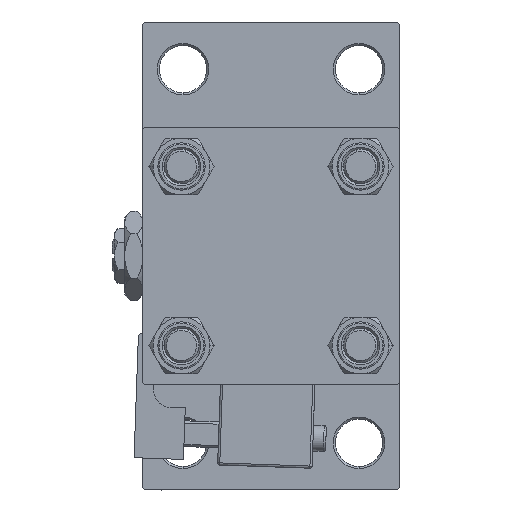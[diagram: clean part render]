
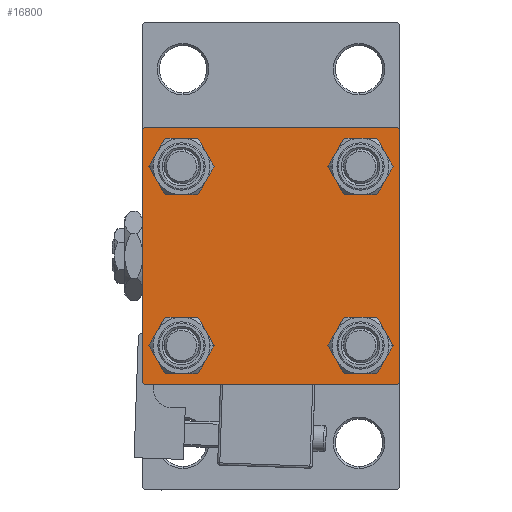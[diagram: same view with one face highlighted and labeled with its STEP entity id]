
A CAD part, left-side view. The second image highlights one B-rep face of the part: STEP entity #16800.
In plain terms, the highlighted planar face has unit normal (-1, 0, 0).
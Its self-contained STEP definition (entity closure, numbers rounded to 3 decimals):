
#55 = CARTESIAN_POINT ( 'NONE',  ( 0., 20.85, 16.35 ) ) ;
#972 = FACE_BOUND ( 'NONE', #9368, .T. ) ;
#1202 = CARTESIAN_POINT ( 'NONE',  ( 0., -30., 30. ) ) ;
#2136 = LINE ( 'NONE', #27828, #9362 ) ;
#2652 = DIRECTION ( 'NONE',  ( 1., 0., 0. ) ) ;
#2657 = VECTOR ( 'NONE', #5941, 1000. ) ;
#3035 = CARTESIAN_POINT ( 'NONE',  ( 0., -29.5, -30. ) ) ;
#3132 = CARTESIAN_POINT ( 'NONE',  ( 0., 30., 30. ) ) ;
#3698 = EDGE_CURVE ( 'NONE', #50811, #36683, #31752, .T. ) ;
#4218 = DIRECTION ( 'NONE',  ( 1., 0., 0. ) ) ;
#4259 = EDGE_CURVE ( 'NONE', #11686, #21924, #15898, .T. ) ;
#4278 = VERTEX_POINT ( 'NONE', #47619 ) ;
#4497 = DIRECTION ( 'NONE',  ( 0., 0., 1. ) ) ;
#4918 = CARTESIAN_POINT ( 'NONE',  ( 0., 30., 30. ) ) ;
#4941 = AXIS2_PLACEMENT_3D ( 'NONE', #31260, #44469, #10259 ) ;
#5260 = DIRECTION ( 'NONE',  ( 0., 0., 1. ) ) ;
#5391 = FACE_BOUND ( 'NONE', #39427, .T. ) ;
#5393 = DIRECTION ( 'NONE',  ( 0., 0., 1. ) ) ;
#5941 = DIRECTION ( 'NONE',  ( 0., -1., 0. ) ) ;
#5962 = VERTEX_POINT ( 'NONE', #11775 ) ;
#6411 = DIRECTION ( 'NONE',  ( 1., 0., 0. ) ) ;
#6716 = VERTEX_POINT ( 'NONE', #22583 ) ;
#7055 = ORIENTED_EDGE ( 'NONE', *, *, #33237, .T. ) ;
#7231 = DIRECTION ( 'NONE',  ( 0., 0., 1. ) ) ;
#8204 = EDGE_CURVE ( 'NONE', #17961, #26084, #30443, .T. ) ;
#9132 = CARTESIAN_POINT ( 'NONE',  ( 0., -20.85, -20.85 ) ) ;
#9362 = VECTOR ( 'NONE', #40221, 1000. ) ;
#9368 = EDGE_LOOP ( 'NONE', ( #36961, #7055 ) ) ;
#9525 = FACE_BOUND ( 'NONE', #27707, .T. ) ;
#9680 = EDGE_CURVE ( 'NONE', #44939, #6716, #34457, .T. ) ;
#9830 = DIRECTION ( 'NONE',  ( 0., 0., 1. ) ) ;
#9865 = EDGE_CURVE ( 'NONE', #19052, #6716, #2136, .T. ) ;
#10080 = CARTESIAN_POINT ( 'NONE',  ( 0., -20.85, 20.85 ) ) ;
#10259 = DIRECTION ( 'NONE',  ( 0., 0., 1. ) ) ;
#10560 = CARTESIAN_POINT ( 'NONE',  ( 0., 0., 0. ) ) ;
#10612 = LINE ( 'NONE', #3132, #22556 ) ;
#10831 = DIRECTION ( 'NONE',  ( 0., 0., 1. ) ) ;
#10917 = CARTESIAN_POINT ( 'NONE',  ( 0., 30., -30. ) ) ;
#11553 = EDGE_CURVE ( 'NONE', #44939, #4278, #45352, .T. ) ;
#11686 = VERTEX_POINT ( 'NONE', #51136 ) ;
#11775 = CARTESIAN_POINT ( 'NONE',  ( 0., -30., -29.5 ) ) ;
#12148 = ORIENTED_EDGE ( 'NONE', *, *, #11553, .T. ) ;
#12690 = CARTESIAN_POINT ( 'NONE',  ( 0., 20.85, -16.35 ) ) ;
#12990 = LINE ( 'NONE', #13268, #38762 ) ;
#13268 = CARTESIAN_POINT ( 'NONE',  ( 0., 29.75, -29.75 ) ) ;
#13727 = CIRCLE ( 'NONE', #20798, 4.5 ) ;
#13778 = VECTOR ( 'NONE', #51567, 1000. ) ;
#13850 = VECTOR ( 'NONE', #15840, 1000. ) ;
#14534 = ORIENTED_EDGE ( 'NONE', *, *, #4259, .T. ) ;
#14979 = AXIS2_PLACEMENT_3D ( 'NONE', #10080, #43186, #5393 ) ;
#15085 = ORIENTED_EDGE ( 'NONE', *, *, #19742, .T. ) ;
#15237 = CARTESIAN_POINT ( 'NONE',  ( 0., -29.75, -29.75 ) ) ;
#15347 = CARTESIAN_POINT ( 'NONE',  ( 0., 20.85, 25.35 ) ) ;
#15840 = DIRECTION ( 'NONE',  ( 0., 0.707, -0.707 ) ) ;
#15898 = CIRCLE ( 'NONE', #14979, 4.5 ) ;
#16632 = VERTEX_POINT ( 'NONE', #16746 ) ;
#16746 = CARTESIAN_POINT ( 'NONE',  ( 0., -20.85, -16.35 ) ) ;
#16800 = ADVANCED_FACE ( 'NONE', ( #9525, #972, #5391, #17285, #31551 ), #27419, .T. ) ;
#16999 = ORIENTED_EDGE ( 'NONE', *, *, #21460, .T. ) ;
#17146 = DIRECTION ( 'NONE',  ( 0., -0.707, -0.707 ) ) ;
#17285 = FACE_BOUND ( 'NONE', #25690, .T. ) ;
#17591 = VERTEX_POINT ( 'NONE', #42117 ) ;
#17859 = CARTESIAN_POINT ( 'NONE',  ( 0., 20.85, -20.85 ) ) ;
#17961 = VERTEX_POINT ( 'NONE', #20296 ) ;
#18315 = ORIENTED_EDGE ( 'NONE', *, *, #9865, .T. ) ;
#19052 = VERTEX_POINT ( 'NONE', #24631 ) ;
#19229 = ORIENTED_EDGE ( 'NONE', *, *, #42927, .T. ) ;
#19742 = EDGE_CURVE ( 'NONE', #20533, #17591, #12990, .T. ) ;
#19992 = DIRECTION ( 'NONE',  ( 0., 0., -1. ) ) ;
#20296 = CARTESIAN_POINT ( 'NONE',  ( 0., 20.85, -25.35 ) ) ;
#20533 = VERTEX_POINT ( 'NONE', #48157 ) ;
#20798 = AXIS2_PLACEMENT_3D ( 'NONE', #21075, #4218, #4497 ) ;
#21075 = CARTESIAN_POINT ( 'NONE',  ( 0., -20.85, 20.85 ) ) ;
#21460 = EDGE_CURVE ( 'NONE', #17591, #29198, #48739, .T. ) ;
#21597 = ORIENTED_EDGE ( 'NONE', *, *, #9680, .F. ) ;
#21688 = CIRCLE ( 'NONE', #4941, 4.5 ) ;
#21924 = VERTEX_POINT ( 'NONE', #35071 ) ;
#22109 = EDGE_CURVE ( 'NONE', #26084, #17961, #45902, .T. ) ;
#22556 = VECTOR ( 'NONE', #19992, 1000. ) ;
#22583 = CARTESIAN_POINT ( 'NONE',  ( 0., -29.5, 30. ) ) ;
#24631 = CARTESIAN_POINT ( 'NONE',  ( 0., -30., 29.5 ) ) ;
#25540 = ORIENTED_EDGE ( 'NONE', *, *, #22109, .T. ) ;
#25690 = EDGE_LOOP ( 'NONE', ( #42948, #19229 ) ) ;
#25805 = DIRECTION ( 'NONE',  ( 0., 0., -1. ) ) ;
#26084 = VERTEX_POINT ( 'NONE', #12690 ) ;
#27419 = PLANE ( 'NONE',  #43919 ) ;
#27707 = EDGE_LOOP ( 'NONE', ( #41540, #14534 ) ) ;
#27828 = CARTESIAN_POINT ( 'NONE',  ( 0., -29.75, 29.75 ) ) ;
#28223 = CARTESIAN_POINT ( 'NONE',  ( 0., 20.85, 20.85 ) ) ;
#29198 = VERTEX_POINT ( 'NONE', #3035 ) ;
#29947 = EDGE_CURVE ( 'NONE', #19052, #5962, #39012, .T. ) ;
#30002 = DIRECTION ( 'NONE',  ( 1., 0., 0. ) ) ;
#30443 = CIRCLE ( 'NONE', #33092, 4.5 ) ;
#31260 = CARTESIAN_POINT ( 'NONE',  ( 0., -20.85, -20.85 ) ) ;
#31551 = FACE_OUTER_BOUND ( 'NONE', #34130, .T. ) ;
#31752 = CIRCLE ( 'NONE', #47557, 4.5 ) ;
#32472 = CARTESIAN_POINT ( 'NONE',  ( 0., 20.85, 20.85 ) ) ;
#32616 = DIRECTION ( 'NONE',  ( 0., -0.707, 0.707 ) ) ;
#33092 = AXIS2_PLACEMENT_3D ( 'NONE', #36198, #6411, #10831 ) ;
#33237 = EDGE_CURVE ( 'NONE', #43118, #16632, #21688, .T. ) ;
#33464 = VECTOR ( 'NONE', #32616, 1000. ) ;
#33796 = EDGE_CURVE ( 'NONE', #4278, #20533, #10612, .T. ) ;
#33859 = EDGE_CURVE ( 'NONE', #21924, #11686, #13727, .T. ) ;
#33902 = CARTESIAN_POINT ( 'NONE',  ( 0., 29.5, 30. ) ) ;
#34130 = EDGE_LOOP ( 'NONE', ( #43218, #15085, #16999, #44863, #42865, #18315, #21597, #12148 ) ) ;
#34457 = LINE ( 'NONE', #4918, #13778 ) ;
#35071 = CARTESIAN_POINT ( 'NONE',  ( 0., -20.85, 25.35 ) ) ;
#36049 = AXIS2_PLACEMENT_3D ( 'NONE', #32472, #2652, #49568 ) ;
#36198 = CARTESIAN_POINT ( 'NONE',  ( 0., 20.85, -20.85 ) ) ;
#36683 = VERTEX_POINT ( 'NONE', #55 ) ;
#36961 = ORIENTED_EDGE ( 'NONE', *, *, #53132, .T. ) ;
#38108 = DIRECTION ( 'NONE',  ( 1., 0., 0. ) ) ;
#38762 = VECTOR ( 'NONE', #17146, 1000. ) ;
#38777 = DIRECTION ( 'NONE',  ( -1., 0., 0. ) ) ;
#39012 = LINE ( 'NONE', #1202, #49747 ) ;
#39427 = EDGE_LOOP ( 'NONE', ( #25540, #47174 ) ) ;
#39547 = CIRCLE ( 'NONE', #36049, 4.5 ) ;
#40078 = DIRECTION ( 'NONE',  ( 0., 0., 1. ) ) ;
#40221 = DIRECTION ( 'NONE',  ( 0., 0.707, 0.707 ) ) ;
#41540 = ORIENTED_EDGE ( 'NONE', *, *, #33859, .T. ) ;
#41643 = AXIS2_PLACEMENT_3D ( 'NONE', #9132, #38108, #5260 ) ;
#42117 = CARTESIAN_POINT ( 'NONE',  ( 0., 29.5, -30. ) ) ;
#42865 = ORIENTED_EDGE ( 'NONE', *, *, #29947, .F. ) ;
#42927 = EDGE_CURVE ( 'NONE', #36683, #50811, #39547, .T. ) ;
#42948 = ORIENTED_EDGE ( 'NONE', *, *, #3698, .T. ) ;
#43118 = VERTEX_POINT ( 'NONE', #49763 ) ;
#43186 = DIRECTION ( 'NONE',  ( 1., 0., 0. ) ) ;
#43214 = AXIS2_PLACEMENT_3D ( 'NONE', #17859, #30002, #9830 ) ;
#43218 = ORIENTED_EDGE ( 'NONE', *, *, #33796, .T. ) ;
#43919 = AXIS2_PLACEMENT_3D ( 'NONE', #10560, #38777, #40078 ) ;
#44289 = EDGE_CURVE ( 'NONE', #29198, #5962, #53582, .T. ) ;
#44469 = DIRECTION ( 'NONE',  ( 1., 0., 0. ) ) ;
#44863 = ORIENTED_EDGE ( 'NONE', *, *, #44289, .T. ) ;
#44939 = VERTEX_POINT ( 'NONE', #33902 ) ;
#45352 = LINE ( 'NONE', #53383, #13850 ) ;
#45845 = DIRECTION ( 'NONE',  ( 1., 0., 0. ) ) ;
#45902 = CIRCLE ( 'NONE', #43214, 4.5 ) ;
#46063 = CIRCLE ( 'NONE', #41643, 4.5 ) ;
#47174 = ORIENTED_EDGE ( 'NONE', *, *, #8204, .T. ) ;
#47557 = AXIS2_PLACEMENT_3D ( 'NONE', #28223, #45845, #7231 ) ;
#47619 = CARTESIAN_POINT ( 'NONE',  ( 0., 30., 29.5 ) ) ;
#48157 = CARTESIAN_POINT ( 'NONE',  ( 0., 30., -29.5 ) ) ;
#48739 = LINE ( 'NONE', #10917, #2657 ) ;
#49568 = DIRECTION ( 'NONE',  ( 0., 0., 1. ) ) ;
#49747 = VECTOR ( 'NONE', #25805, 1000. ) ;
#49763 = CARTESIAN_POINT ( 'NONE',  ( 0., -20.85, -25.35 ) ) ;
#50811 = VERTEX_POINT ( 'NONE', #15347 ) ;
#51136 = CARTESIAN_POINT ( 'NONE',  ( 0., -20.85, 16.35 ) ) ;
#51567 = DIRECTION ( 'NONE',  ( 0., -1., 0. ) ) ;
#53132 = EDGE_CURVE ( 'NONE', #16632, #43118, #46063, .T. ) ;
#53383 = CARTESIAN_POINT ( 'NONE',  ( 0., 29.75, 29.75 ) ) ;
#53582 = LINE ( 'NONE', #15237, #33464 ) ;
